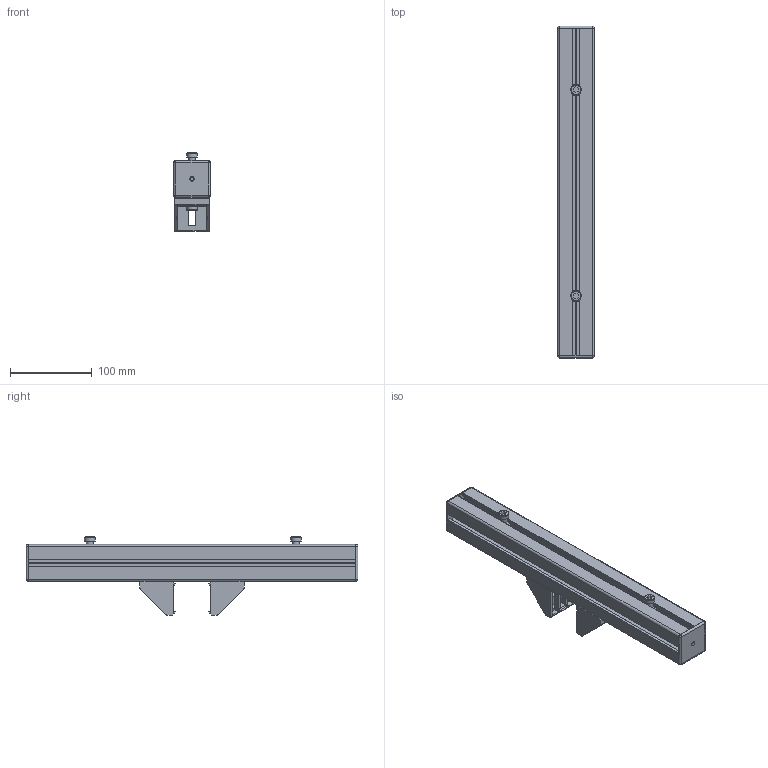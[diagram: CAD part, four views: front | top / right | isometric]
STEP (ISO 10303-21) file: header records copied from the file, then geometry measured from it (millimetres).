
FILE_DESCRIPTION(/* description */ (''),/* implementation_level */ '2;1');
FILE_NAME(/* name */ '66-04545-400.step',/* time_stamp */ '2020-08-28T09:20:35-04:00',/* author */ (''),/* organization */ (''),/* preprocessor_version */ 'ST-DEVELOPER v18.1',/* originating_system */ 'Autodesk Translation Framework v9.3.0.1241',/* authorisation */ '');
FILE_SCHEMA (('AUTOMOTIVE_DESIGN { 1 0 10303 214 3 1 1 }'));
Length unit declared in the file: millimetre
Products named in the file (1): 66-04545-CTL
Bounding box: 45 x 406 x 95.42 mm (x, y, z)
Volume: 279028.5 mm3; surface area: 294356.9 mm2
Topology: 15 solids, 15 shells, 710 faces, 1874 edges, 1232 vertices
Faces by surface type: plane 468, cylinder 202, cone 28, sphere 8, torus 4
Full cylindrical faces by diameter (mm): 5 x4, 5.5 x2, 6 x16, 6.8 x4, 8 x4, 8.4 x2, 10 x2, 13 x4, 17 x2
Entity records: 21918 total; most frequent: CARTESIAN_POINT 3965, ORIENTED_EDGE 3732, DIRECTION 3704, EDGE_CURVE 1866, LINE 1326, VECTOR 1326, VERTEX_POINT 1232, AXIS2_PLACEMENT_3D 1189
